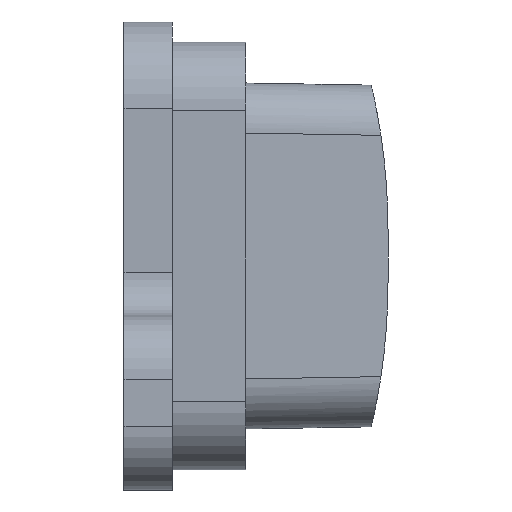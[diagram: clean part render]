
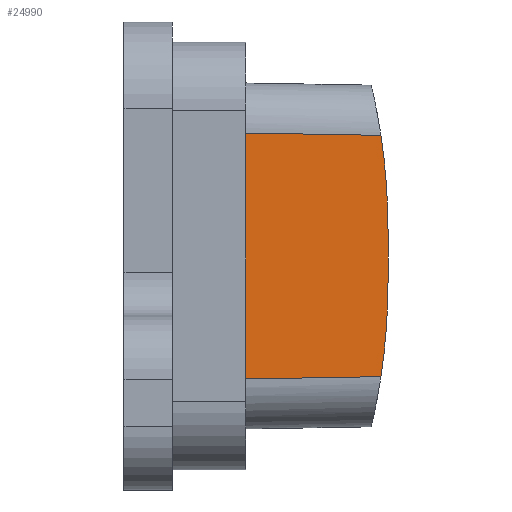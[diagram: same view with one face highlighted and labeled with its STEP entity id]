
A CAD part, left-side view. The second image highlights one B-rep face of the part: STEP entity #24990.
In plain terms, the highlighted planar face has unit normal (-0.999, -0.035, 0).
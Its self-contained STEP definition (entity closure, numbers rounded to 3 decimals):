
#2450=CARTESIAN_POINT('',(47.862,-7.501,-12.558))
;
#2460=VERTEX_POINT('',#2450);
#2890=CARTESIAN_POINT('',(47.862,-7.501,19.401));
#2900=VERTEX_POINT('',#2890);
#2930=CARTESIAN_POINT('',(47.862,-7.501,0.));
#2940=DIRECTION('',(0.,0.,1.));
#2950=VECTOR('',#2940,1.);
#2960=LINE('',#2930,#2950);
#2970=EDGE_CURVE('',#2460,#2900,#2960,.T.);
#14050=CARTESIAN_POINT('',(48.508,-26.001,
6.821));
#14060=VERTEX_POINT('',#14050);
#14230=CARTESIAN_POINT('',(48.508,-26.001,
0.021));
#14240=VERTEX_POINT('',#14230);
#14270=CARTESIAN_POINT('',(48.508,-26.001,0.));
#14280=DIRECTION('',(-0.,0.,1.));
#14290=VECTOR('',#14280,1.);
#14300=LINE('',#14270,#14290);
#14310=EDGE_CURVE('',#14240,#14060,#14300,.T.);
#17710=CARTESIAN_POINT('',(48.476,-25.08,
-12.251));
#17720=VERTEX_POINT('',#17710);
#17750=CARTESIAN_POINT('',(45.645,55.999,
0.));
#17760=DIRECTION('',(-0.999,-0.035,-0.));
#17770=DIRECTION('',(-0.035,0.999,0.));
#17780=AXIS2_PLACEMENT_3D('',#17750,#17760,#17770);
#17790=ELLIPSE('',#17780,82.05,82.);
#17800=EDGE_CURVE('',#17720,#14240,#17790,.T.);
#21890=CARTESIAN_POINT('',(48.476,-25.08,
19.094));
#21900=VERTEX_POINT('',#21890);
#22180=CARTESIAN_POINT('',(45.645,55.999,
6.842));
#22190=DIRECTION('',(-0.999,-0.035,-0.));
#22200=DIRECTION('',(-0.035,0.999,0.));
#22210=AXIS2_PLACEMENT_3D('',#22180,#22190,#22200);
#22220=ELLIPSE('',#22210,82.05,82.);
#22230=EDGE_CURVE('',#14060,#21900,#22220,.T.);
#24760=CARTESIAN_POINT('',(47.862,-7.504,0.));
#24770=DIRECTION('',(-0.999,-0.035,-0.));
#24780=DIRECTION('',(-0.035,0.999,0.));
#24790=AXIS2_PLACEMENT_3D('',#24760,#24770,#24780);
#24800=PLANE('',#24790);
#24810=ORIENTED_EDGE('',*,*,#22230,.T.);
#24820=ORIENTED_EDGE('',*,*,#14310,.T.);
#24830=ORIENTED_EDGE('',*,*,#17800,.T.);
#24840=CARTESIAN_POINT('',(47.608,-0.227,
-12.685));
#24850=DIRECTION('',(0.035,-0.999,
0.017));
#24860=VECTOR('',#24850,1.);
#24870=LINE('',#24840,#24860);
#24880=EDGE_CURVE('',#2460,#17720,#24870,.T.);
#24890=ORIENTED_EDGE('',*,*,#24880,.T.);
#24900=ORIENTED_EDGE('',*,*,#2970,.F.);
#24910=CARTESIAN_POINT('',(47.608,-0.227,
19.528));
#24920=DIRECTION('',(-0.035,0.999,
0.017));
#24930=VECTOR('',#24920,1.);
#24940=LINE('',#24910,#24930);
#24950=EDGE_CURVE('',#21900,#2900,#24940,.T.);
#24960=ORIENTED_EDGE('',*,*,#24950,.T.);
#24970=EDGE_LOOP('',(#24960,#24900,#24890,#24830,#24820,#24810));
#24980=FACE_OUTER_BOUND('',#24970,.T.);
#24990=ADVANCED_FACE('',(#24980),#24800,.T.);
